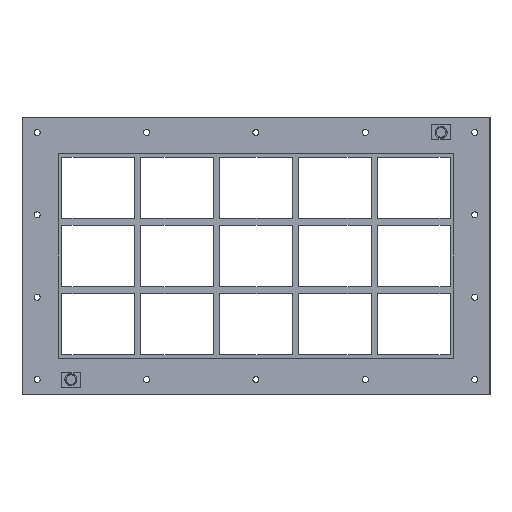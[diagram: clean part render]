
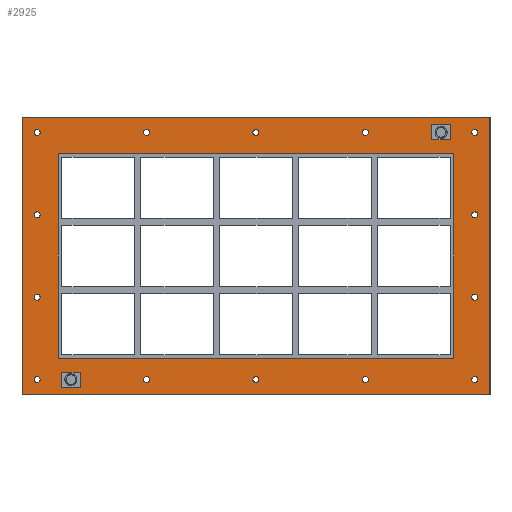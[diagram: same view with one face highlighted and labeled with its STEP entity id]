
A CAD part, front view. The second image highlights one B-rep face of the part: STEP entity #2925.
In plain terms, the highlighted planar face has unit normal (0, -1, 0).
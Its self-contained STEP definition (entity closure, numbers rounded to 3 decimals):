
#84=CARTESIAN_POINT('',(-357.25,0.0,-204.5));
#85=VERTEX_POINT('',#84);
#86=CARTESIAN_POINT('',(-362.25,0.0,-204.5));
#87=DIRECTION('',(0.0,1.0,0.0));
#88=DIRECTION('',(1.0,0.0,0.0));
#89=AXIS2_PLACEMENT_3D('',#86,#87,#88);
#90=CIRCLE('',#89,5.0);
#91=EDGE_CURVE('',#85,#85,#90,.T.);
#112=CARTESIAN_POINT('',(367.15,0.0,-68.2));
#113=VERTEX_POINT('',#112);
#114=CARTESIAN_POINT('',(362.15,0.0,-68.2));
#115=DIRECTION('',(0.0,1.0,0.0));
#116=DIRECTION('',(1.0,0.0,0.0));
#117=AXIS2_PLACEMENT_3D('',#114,#115,#116);
#118=CIRCLE('',#117,5.0);
#119=EDGE_CURVE('',#113,#113,#118,.T.);
#140=CARTESIAN_POINT('',(-357.25,0.0,-68.2));
#141=VERTEX_POINT('',#140);
#142=CARTESIAN_POINT('',(-362.25,0.0,-68.2));
#143=DIRECTION('',(0.0,1.0,0.0));
#144=DIRECTION('',(1.0,0.0,0.0));
#145=AXIS2_PLACEMENT_3D('',#142,#143,#144);
#146=CIRCLE('',#145,5.0);
#147=EDGE_CURVE('',#141,#141,#146,.T.);
#168=CARTESIAN_POINT('',(367.15,0.0,68.1));
#169=VERTEX_POINT('',#168);
#170=CARTESIAN_POINT('',(362.15,0.0,68.1));
#171=DIRECTION('',(0.0,1.0,0.0));
#172=DIRECTION('',(1.0,0.0,0.0));
#173=AXIS2_PLACEMENT_3D('',#170,#171,#172);
#174=CIRCLE('',#173,5.0);
#175=EDGE_CURVE('',#169,#169,#174,.T.);
#196=CARTESIAN_POINT('',(-357.25,0.0,68.1));
#197=VERTEX_POINT('',#196);
#198=CARTESIAN_POINT('',(-362.25,0.0,68.1));
#199=DIRECTION('',(0.0,1.0,0.0));
#200=DIRECTION('',(1.0,0.0,0.0));
#201=AXIS2_PLACEMENT_3D('',#198,#199,#200);
#202=CIRCLE('',#201,5.0);
#203=EDGE_CURVE('',#197,#197,#202,.T.);
#224=CARTESIAN_POINT('',(-176.15,0.0,204.4));
#225=VERTEX_POINT('',#224);
#226=CARTESIAN_POINT('',(-181.15,0.0,204.4));
#227=DIRECTION('',(0.0,1.0,0.0));
#228=DIRECTION('',(1.0,0.0,0.0));
#229=AXIS2_PLACEMENT_3D('',#226,#227,#228);
#230=CIRCLE('',#229,5.0);
#231=EDGE_CURVE('',#225,#225,#230,.T.);
#252=CARTESIAN_POINT('',(-176.15,0.0,-204.5));
#253=VERTEX_POINT('',#252);
#254=CARTESIAN_POINT('',(-181.15,0.0,-204.5));
#255=DIRECTION('',(0.0,1.0,0.0));
#256=DIRECTION('',(1.0,0.0,0.0));
#257=AXIS2_PLACEMENT_3D('',#254,#255,#256);
#258=CIRCLE('',#257,5.0);
#259=EDGE_CURVE('',#253,#253,#258,.T.);
#280=CARTESIAN_POINT('',(4.95,0.0,204.4));
#281=VERTEX_POINT('',#280);
#282=CARTESIAN_POINT('',(-0.05,0.0,204.4));
#283=DIRECTION('',(0.0,1.0,0.0));
#284=DIRECTION('',(1.0,0.0,0.0));
#285=AXIS2_PLACEMENT_3D('',#282,#283,#284);
#286=CIRCLE('',#285,5.0);
#287=EDGE_CURVE('',#281,#281,#286,.T.);
#308=CARTESIAN_POINT('',(4.95,0.0,-204.5));
#309=VERTEX_POINT('',#308);
#310=CARTESIAN_POINT('',(-0.05,0.0,-204.5));
#311=DIRECTION('',(0.0,1.0,0.0));
#312=DIRECTION('',(1.0,0.0,0.0));
#313=AXIS2_PLACEMENT_3D('',#310,#311,#312);
#314=CIRCLE('',#313,5.0);
#315=EDGE_CURVE('',#309,#309,#314,.T.);
#336=CARTESIAN_POINT('',(186.05,0.0,204.4));
#337=VERTEX_POINT('',#336);
#338=CARTESIAN_POINT('',(181.05,0.0,204.4));
#339=DIRECTION('',(0.0,1.0,0.0));
#340=DIRECTION('',(1.0,0.0,0.0));
#341=AXIS2_PLACEMENT_3D('',#338,#339,#340);
#342=CIRCLE('',#341,5.0);
#343=EDGE_CURVE('',#337,#337,#342,.T.);
#364=CARTESIAN_POINT('',(186.05,0.0,-204.5));
#365=VERTEX_POINT('',#364);
#366=CARTESIAN_POINT('',(181.05,0.0,-204.5));
#367=DIRECTION('',(0.0,1.0,0.0));
#368=DIRECTION('',(1.0,0.0,0.0));
#369=AXIS2_PLACEMENT_3D('',#366,#367,#368);
#370=CIRCLE('',#369,5.0);
#371=EDGE_CURVE('',#365,#365,#370,.T.);
#392=CARTESIAN_POINT('',(367.15,0.0,-204.5));
#393=VERTEX_POINT('',#392);
#394=CARTESIAN_POINT('',(362.15,0.0,-204.5));
#395=DIRECTION('',(0.0,1.0,0.0));
#396=DIRECTION('',(1.0,0.0,0.0));
#397=AXIS2_PLACEMENT_3D('',#394,#395,#396);
#398=CIRCLE('',#397,5.0);
#399=EDGE_CURVE('',#393,#393,#398,.T.);
#420=CARTESIAN_POINT('',(-357.25,0.0,204.4));
#421=VERTEX_POINT('',#420);
#422=CARTESIAN_POINT('',(-362.25,0.0,204.4));
#423=DIRECTION('',(0.0,1.0,0.0));
#424=DIRECTION('',(1.0,0.0,0.0));
#425=AXIS2_PLACEMENT_3D('',#422,#423,#424);
#426=CIRCLE('',#425,5.0);
#427=EDGE_CURVE('',#421,#421,#426,.T.);
#448=CARTESIAN_POINT('',(367.15,0.0,204.4));
#449=VERTEX_POINT('',#448);
#450=CARTESIAN_POINT('',(362.15,0.0,204.4));
#451=DIRECTION('',(0.0,1.0,0.0));
#452=DIRECTION('',(1.0,0.0,0.0));
#453=AXIS2_PLACEMENT_3D('',#450,#451,#452);
#454=CIRCLE('',#453,5.0);
#455=EDGE_CURVE('',#449,#449,#454,.T.);
#2774=CARTESIAN_POINT('',(0.,0.0,0.0));
#2775=DIRECTION('',(0.0,1.0,0.0));
#2776=DIRECTION('',(0.0,0.0,1.0));
#2777=AXIS2_PLACEMENT_3D('',#2774,#2775,#2776);
#2778=PLANE('',#2777);
#2779=CARTESIAN_POINT('',(-387.25,0.0,229.5));
#2780=VERTEX_POINT('',#2779);
#2781=CARTESIAN_POINT('',(387.25,0.0,229.5));
#2782=VERTEX_POINT('',#2781);
#2783=CARTESIAN_POINT('',(-387.25,0.0,229.5));
#2784=DIRECTION('',(1.0,0.0,0.0));
#2785=VECTOR('',#2784,774.5);
#2786=LINE('',#2783,#2785);
#2787=EDGE_CURVE('',#2780,#2782,#2786,.T.);
#2788=ORIENTED_EDGE('',*,*,#2787,.F.);
#2789=CARTESIAN_POINT('',(-387.25,0.0,-229.5));
#2790=VERTEX_POINT('',#2789);
#2791=CARTESIAN_POINT('',(-387.25,0.0,-229.5));
#2792=DIRECTION('',(0.0,0.0,1.0));
#2793=VECTOR('',#2792,459.);
#2794=LINE('',#2791,#2793);
#2795=EDGE_CURVE('',#2790,#2780,#2794,.T.);
#2796=ORIENTED_EDGE('',*,*,#2795,.F.);
#2797=CARTESIAN_POINT('',(387.25,0.0,-229.5));
#2798=VERTEX_POINT('',#2797);
#2799=CARTESIAN_POINT('',(387.25,0.0,-229.5));
#2800=DIRECTION('',(-1.0,0.0,0.0));
#2801=VECTOR('',#2800,774.5);
#2802=LINE('',#2799,#2801);
#2803=EDGE_CURVE('',#2798,#2790,#2802,.T.);
#2804=ORIENTED_EDGE('',*,*,#2803,.F.);
#2805=CARTESIAN_POINT('',(387.25,0.0,229.5));
#2806=DIRECTION('',(0.0,0.0,-1.0));
#2807=VECTOR('',#2806,459.);
#2808=LINE('',#2805,#2807);
#2809=EDGE_CURVE('',#2782,#2798,#2808,.T.);
#2810=ORIENTED_EDGE('',*,*,#2809,.F.);
#2811=EDGE_LOOP('',(#2788,#2796,#2804,#2810));
#2812=FACE_OUTER_BOUND('',#2811,.T.);
#2813=ORIENTED_EDGE('',*,*,#91,.T.);
#2814=EDGE_LOOP('',(#2813));
#2815=FACE_BOUND('',#2814,.T.);
#2816=ORIENTED_EDGE('',*,*,#119,.T.);
#2817=EDGE_LOOP('',(#2816));
#2818=FACE_BOUND('',#2817,.T.);
#2819=ORIENTED_EDGE('',*,*,#147,.T.);
#2820=EDGE_LOOP('',(#2819));
#2821=FACE_BOUND('',#2820,.T.);
#2822=ORIENTED_EDGE('',*,*,#175,.T.);
#2823=EDGE_LOOP('',(#2822));
#2824=FACE_BOUND('',#2823,.T.);
#2825=ORIENTED_EDGE('',*,*,#203,.T.);
#2826=EDGE_LOOP('',(#2825));
#2827=FACE_BOUND('',#2826,.T.);
#2828=ORIENTED_EDGE('',*,*,#231,.T.);
#2829=EDGE_LOOP('',(#2828));
#2830=FACE_BOUND('',#2829,.T.);
#2831=ORIENTED_EDGE('',*,*,#259,.T.);
#2832=EDGE_LOOP('',(#2831));
#2833=FACE_BOUND('',#2832,.T.);
#2834=ORIENTED_EDGE('',*,*,#287,.T.);
#2835=EDGE_LOOP('',(#2834));
#2836=FACE_BOUND('',#2835,.T.);
#2837=ORIENTED_EDGE('',*,*,#315,.T.);
#2838=EDGE_LOOP('',(#2837));
#2839=FACE_BOUND('',#2838,.T.);
#2840=ORIENTED_EDGE('',*,*,#343,.T.);
#2841=EDGE_LOOP('',(#2840));
#2842=FACE_BOUND('',#2841,.T.);
#2843=ORIENTED_EDGE('',*,*,#371,.T.);
#2844=EDGE_LOOP('',(#2843));
#2845=FACE_BOUND('',#2844,.T.);
#2846=ORIENTED_EDGE('',*,*,#399,.T.);
#2847=EDGE_LOOP('',(#2846));
#2848=FACE_BOUND('',#2847,.T.);
#2849=ORIENTED_EDGE('',*,*,#427,.T.);
#2850=EDGE_LOOP('',(#2849));
#2851=FACE_BOUND('',#2850,.T.);
#2852=ORIENTED_EDGE('',*,*,#455,.T.);
#2853=EDGE_LOOP('',(#2852));
#2854=FACE_BOUND('',#2853,.T.);
#2855=CARTESIAN_POINT('',(-325.25,0.0,169.5));
#2856=VERTEX_POINT('',#2855);
#2857=CARTESIAN_POINT('',(-327.25,0.0,167.5));
#2858=VERTEX_POINT('',#2857);
#2859=CARTESIAN_POINT('',(-325.25,0.0,167.5));
#2860=DIRECTION('',(0.0,-1.0,0.0));
#2861=DIRECTION('',(-0.707,0.0,0.707));
#2862=AXIS2_PLACEMENT_3D('',#2859,#2860,#2861);
#2863=CIRCLE('',#2862,2.0);
#2864=EDGE_CURVE('',#2856,#2858,#2863,.T.);
#2865=ORIENTED_EDGE('',*,*,#2864,.F.);
#2866=CARTESIAN_POINT('',(325.25,0.0,169.5));
#2867=VERTEX_POINT('',#2866);
#2868=CARTESIAN_POINT('',(325.25,0.0,169.5));
#2869=DIRECTION('',(-1.0,0.0,0.0));
#2870=VECTOR('',#2869,650.5);
#2871=LINE('',#2868,#2870);
#2872=EDGE_CURVE('',#2867,#2856,#2871,.T.);
#2873=ORIENTED_EDGE('',*,*,#2872,.F.);
#2874=CARTESIAN_POINT('',(327.25,0.0,167.5));
#2875=VERTEX_POINT('',#2874);
#2876=CARTESIAN_POINT('',(325.25,0.0,167.5));
#2877=DIRECTION('',(0.0,-1.0,0.0));
#2878=DIRECTION('',(0.707,0.0,0.707));
#2879=AXIS2_PLACEMENT_3D('',#2876,#2877,#2878);
#2880=CIRCLE('',#2879,2.0);
#2881=EDGE_CURVE('',#2875,#2867,#2880,.T.);
#2882=ORIENTED_EDGE('',*,*,#2881,.F.);
#2883=CARTESIAN_POINT('',(327.25,0.0,-167.5));
#2884=VERTEX_POINT('',#2883);
#2885=CARTESIAN_POINT('',(327.25,0.0,-167.5));
#2886=DIRECTION('',(0.0,0.0,1.0));
#2887=VECTOR('',#2886,335.);
#2888=LINE('',#2885,#2887);
#2889=EDGE_CURVE('',#2884,#2875,#2888,.T.);
#2890=ORIENTED_EDGE('',*,*,#2889,.F.);
#2891=CARTESIAN_POINT('',(325.25,0.0,-169.5));
#2892=VERTEX_POINT('',#2891);
#2893=CARTESIAN_POINT('',(325.25,0.0,-167.5));
#2894=DIRECTION('',(0.0,-1.0,0.0));
#2895=DIRECTION('',(0.707,0.0,-0.707));
#2896=AXIS2_PLACEMENT_3D('',#2893,#2894,#2895);
#2897=CIRCLE('',#2896,2.0);
#2898=EDGE_CURVE('',#2892,#2884,#2897,.T.);
#2899=ORIENTED_EDGE('',*,*,#2898,.F.);
#2900=CARTESIAN_POINT('',(-325.25,0.0,-169.5));
#2901=VERTEX_POINT('',#2900);
#2902=CARTESIAN_POINT('',(-325.25,0.0,-169.5));
#2903=DIRECTION('',(1.0,0.0,0.0));
#2904=VECTOR('',#2903,650.5);
#2905=LINE('',#2902,#2904);
#2906=EDGE_CURVE('',#2901,#2892,#2905,.T.);
#2907=ORIENTED_EDGE('',*,*,#2906,.F.);
#2908=CARTESIAN_POINT('',(-327.25,0.0,-167.5));
#2909=VERTEX_POINT('',#2908);
#2910=CARTESIAN_POINT('',(-325.25,0.0,-167.5));
#2911=DIRECTION('',(0.0,-1.0,0.0));
#2912=DIRECTION('',(-0.707,0.0,-0.707));
#2913=AXIS2_PLACEMENT_3D('',#2910,#2911,#2912);
#2914=CIRCLE('',#2913,2.0);
#2915=EDGE_CURVE('',#2909,#2901,#2914,.T.);
#2916=ORIENTED_EDGE('',*,*,#2915,.F.);
#2917=CARTESIAN_POINT('',(-327.25,0.0,167.5));
#2918=DIRECTION('',(0.0,0.0,-1.0));
#2919=VECTOR('',#2918,335.0);
#2920=LINE('',#2917,#2919);
#2921=EDGE_CURVE('',#2858,#2909,#2920,.T.);
#2922=ORIENTED_EDGE('',*,*,#2921,.F.);
#2923=EDGE_LOOP('',(#2865,#2873,#2882,#2890,#2899,#2907,#2916,#2922));
#2924=FACE_BOUND('',#2923,.T.);
#2925=ADVANCED_FACE('',(#2812,#2815,#2818,#2821,#2824,#2827,#2830,#2833,#2836,#2839,#2842,#2845,#2848,#2851,#2854,#2924),#2778,.F.);
